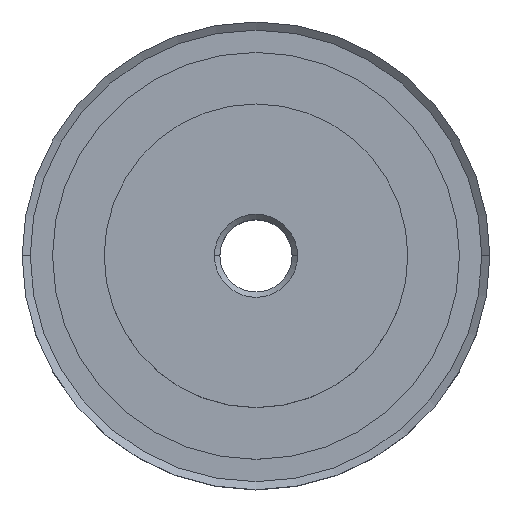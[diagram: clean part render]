
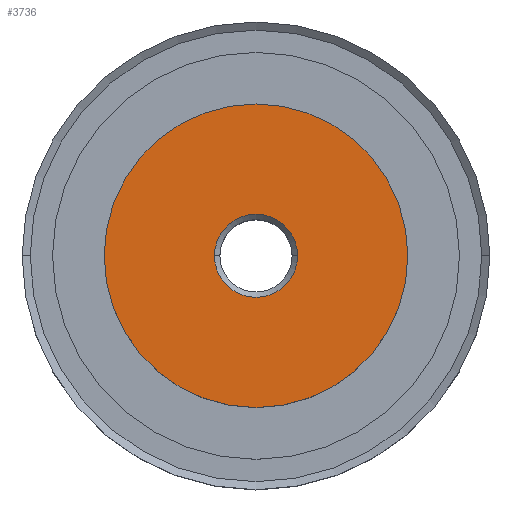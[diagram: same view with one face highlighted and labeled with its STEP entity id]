
A CAD part, top view. The second image highlights one B-rep face of the part: STEP entity #3736.
In plain terms, the highlighted planar face has unit normal (0, 0, 1).
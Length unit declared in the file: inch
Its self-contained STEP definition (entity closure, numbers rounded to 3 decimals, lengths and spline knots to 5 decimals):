
#128 = FACE_BOUND ( 'NONE', #6775, .T. ) ;
#606 = AXIS2_PLACEMENT_3D ( 'NONE', #3555, #9285, #4381 ) ;
#838 = ORIENTED_EDGE ( 'NONE', *, *, #2168, .F. ) ;
#1077 = AXIS2_PLACEMENT_3D ( 'NONE', #5649, #1966, #10519 ) ;
#1481 = VERTEX_POINT ( 'NONE', #8675 ) ;
#1580 = DIRECTION ( 'NONE',  ( 1., 0., 0. ) ) ;
#1966 = DIRECTION ( 'NONE',  ( 0., 0., 1. ) ) ;
#1989 = VERTEX_POINT ( 'NONE', #3789 ) ;
#2044 = AXIS2_PLACEMENT_3D ( 'NONE', #3785, #9529, #4600 ) ;
#2168 = EDGE_CURVE ( 'NONE', #1989, #3169, #9056, .T. ) ;
#2565 = CIRCLE ( 'NONE', #1077, 0.35937 ) ;
#2990 = EDGE_CURVE ( 'NONE', #10062, #1481, #6938, .T. ) ;
#3169 = VERTEX_POINT ( 'NONE', #7618 ) ;
#3396 = CARTESIAN_POINT ( 'NONE',  ( 1.3125, 0., 0.5 ) ) ;
#3555 = CARTESIAN_POINT ( 'NONE',  ( 0., 0., 0.5 ) ) ;
#3654 = DIRECTION ( 'NONE',  ( 0., 0., 1. ) ) ;
#3736 = ADVANCED_FACE ( 'NONE', ( #128, #6431 ), #10539, .T. ) ;
#3785 = CARTESIAN_POINT ( 'NONE',  ( 0., 0., 0.5 ) ) ;
#3789 = CARTESIAN_POINT ( 'NONE',  ( 0.35937, 0., 0.5 ) ) ;
#4381 = DIRECTION ( 'NONE',  ( 1., 0., 0. ) ) ;
#4473 = ORIENTED_EDGE ( 'NONE', *, *, #2990, .T. ) ;
#4600 = DIRECTION ( 'NONE',  ( 1., 0., 0. ) ) ;
#4897 = ORIENTED_EDGE ( 'NONE', *, *, #6620, .T. ) ;
#5602 = CARTESIAN_POINT ( 'NONE',  ( 0., 0., 0.5 ) ) ;
#5649 = CARTESIAN_POINT ( 'NONE',  ( 0., 0., 0.5 ) ) ;
#6431 = FACE_OUTER_BOUND ( 'NONE', #7815, .T. ) ;
#6488 = DIRECTION ( 'NONE',  ( 0., 0., 1. ) ) ;
#6489 = ORIENTED_EDGE ( 'NONE', *, *, #7310, .F. ) ;
#6620 = EDGE_CURVE ( 'NONE', #1481, #10062, #7435, .T. ) ;
#6775 = EDGE_LOOP ( 'NONE', ( #838, #6489 ) ) ;
#6938 = CIRCLE ( 'NONE', #2044, 1.3125 ) ;
#7273 = AXIS2_PLACEMENT_3D ( 'NONE', #8558, #3654, #9388 ) ;
#7310 = EDGE_CURVE ( 'NONE', #3169, #1989, #2565, .T. ) ;
#7435 = CIRCLE ( 'NONE', #606, 1.3125 ) ;
#7618 = CARTESIAN_POINT ( 'NONE',  ( -0.35937, 0., 0.5 ) ) ;
#7815 = EDGE_LOOP ( 'NONE', ( #4897, #4473 ) ) ;
#8558 = CARTESIAN_POINT ( 'NONE',  ( 0., 0., 0.5 ) ) ;
#8675 = CARTESIAN_POINT ( 'NONE',  ( -1.3125, 0., 0.5 ) ) ;
#9056 = CIRCLE ( 'NONE', #7273, 0.35937 ) ;
#9228 = AXIS2_PLACEMENT_3D ( 'NONE', #5602, #6488, #1580 ) ;
#9285 = DIRECTION ( 'NONE',  ( 0., 0., 1. ) ) ;
#9388 = DIRECTION ( 'NONE',  ( 1., 0., 0. ) ) ;
#9529 = DIRECTION ( 'NONE',  ( 0., 0., 1. ) ) ;
#10062 = VERTEX_POINT ( 'NONE', #3396 ) ;
#10519 = DIRECTION ( 'NONE',  ( 1., 0., 0. ) ) ;
#10539 = PLANE ( 'NONE',  #9228 ) ;
